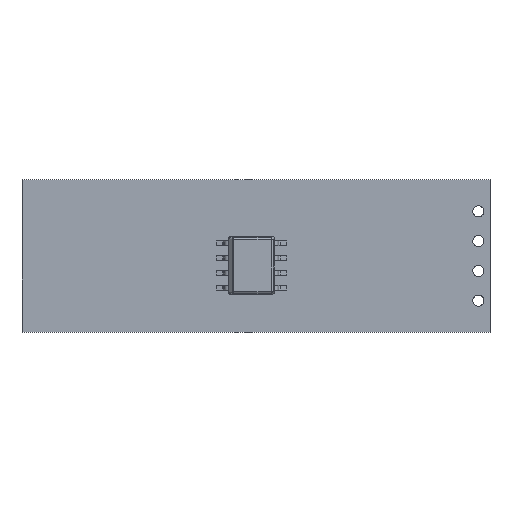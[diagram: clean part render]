
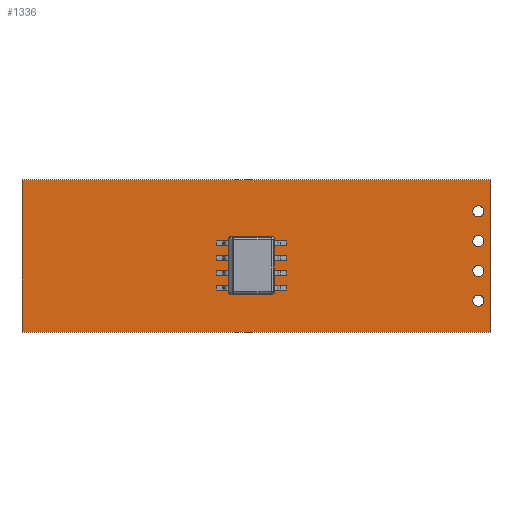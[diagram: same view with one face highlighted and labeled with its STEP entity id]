
A CAD part, top view. The second image highlights one B-rep face of the part: STEP entity #1336.
In plain terms, the highlighted planar face has unit normal (0, 0, 1).
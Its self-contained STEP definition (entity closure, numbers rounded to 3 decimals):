
#11=FACE_BOUND('',#491,.T.);
#12=FACE_BOUND('',#492,.T.);
#13=FACE_BOUND('',#493,.T.);
#14=FACE_BOUND('',#494,.T.);
#182=LINE('',#3094,#293);
#185=LINE('',#3100,#296);
#188=LINE('',#3106,#299);
#191=LINE('',#3110,#302);
#293=VECTOR('',#1918,10.);
#296=VECTOR('',#1923,10.);
#299=VECTOR('',#1928,10.);
#302=VECTOR('',#1933,10.);
#411=FACE_OUTER_BOUND('',#490,.T.);
#490=EDGE_LOOP('',(#1205,#1206,#1207,#1208));
#491=EDGE_LOOP('',(#1209));
#492=EDGE_LOOP('',(#1210));
#493=EDGE_LOOP('',(#1211));
#494=EDGE_LOOP('',(#1212));
#562=CIRCLE('',#1501,0.475);
#564=CIRCLE('',#1504,0.475);
#566=CIRCLE('',#1507,0.475);
#568=CIRCLE('',#1510,0.475);
#662=VERTEX_POINT('',#3064);
#664=VERTEX_POINT('',#3070);
#666=VERTEX_POINT('',#3076);
#668=VERTEX_POINT('',#3082);
#672=VERTEX_POINT('',#3091);
#673=VERTEX_POINT('',#3093);
#675=VERTEX_POINT('',#3099);
#677=VERTEX_POINT('',#3105);
#835=EDGE_CURVE('',#662,#662,#562,.T.);
#838=EDGE_CURVE('',#664,#664,#564,.T.);
#841=EDGE_CURVE('',#666,#666,#566,.T.);
#844=EDGE_CURVE('',#668,#668,#568,.T.);
#849=EDGE_CURVE('',#673,#672,#182,.T.);
#852=EDGE_CURVE('',#675,#673,#185,.T.);
#855=EDGE_CURVE('',#677,#675,#188,.T.);
#858=EDGE_CURVE('',#672,#677,#191,.T.);
#1205=ORIENTED_EDGE('',*,*,#858,.T.);
#1206=ORIENTED_EDGE('',*,*,#855,.T.);
#1207=ORIENTED_EDGE('',*,*,#852,.T.);
#1208=ORIENTED_EDGE('',*,*,#849,.T.);
#1209=ORIENTED_EDGE('',*,*,#835,.T.);
#1210=ORIENTED_EDGE('',*,*,#838,.T.);
#1211=ORIENTED_EDGE('',*,*,#841,.T.);
#1212=ORIENTED_EDGE('',*,*,#844,.T.);
#1257=PLANE('',#1516);
#1336=ADVANCED_FACE('',(#411,#11,#12,#13,#14),#1257,.T.);
#1501=AXIS2_PLACEMENT_3D('',#3065,#1888,#1889);
#1504=AXIS2_PLACEMENT_3D('',#3071,#1895,#1896);
#1507=AXIS2_PLACEMENT_3D('',#3077,#1902,#1903);
#1510=AXIS2_PLACEMENT_3D('',#3083,#1909,#1910);
#1516=AXIS2_PLACEMENT_3D('',#3111,#1934,#1935);
#1888=DIRECTION('center_axis',(0.,0.,-1.));
#1889=DIRECTION('ref_axis',(-1.,0.,0.));
#1895=DIRECTION('center_axis',(0.,0.,-1.));
#1896=DIRECTION('ref_axis',(-1.,0.,0.));
#1902=DIRECTION('center_axis',(0.,0.,-1.));
#1903=DIRECTION('ref_axis',(-1.,0.,0.));
#1909=DIRECTION('center_axis',(0.,0.,-1.));
#1910=DIRECTION('ref_axis',(-1.,0.,0.));
#1918=DIRECTION('',(0.,-1.,0.));
#1923=DIRECTION('',(-1.,0.,0.));
#1928=DIRECTION('',(0.,1.,0.));
#1933=DIRECTION('',(1.,0.,0.));
#1934=DIRECTION('center_axis',(0.,0.,1.));
#1935=DIRECTION('ref_axis',(1.,0.,0.));
#3064=CARTESIAN_POINT('',(19.881,-0.456,1.5));
#3065=CARTESIAN_POINT('Origin',(19.406,-0.456,1.5));
#3070=CARTESIAN_POINT('',(19.881,-2.996,1.5));
#3071=CARTESIAN_POINT('Origin',(19.406,-2.996,1.5));
#3076=CARTESIAN_POINT('',(19.881,2.084,1.5));
#3077=CARTESIAN_POINT('Origin',(19.406,2.084,1.5));
#3082=CARTESIAN_POINT('',(19.881,4.624,1.5));
#3083=CARTESIAN_POINT('Origin',(19.406,4.624,1.5));
#3091=CARTESIAN_POINT('',(-19.594,-5.686,1.5));
#3093=CARTESIAN_POINT('',(-19.594,7.314,1.5));
#3094=CARTESIAN_POINT('',(-19.594,-5.686,1.5));
#3099=CARTESIAN_POINT('',(20.406,7.314,1.5));
#3100=CARTESIAN_POINT('',(-19.594,7.314,1.5));
#3105=CARTESIAN_POINT('',(20.406,-5.686,1.5));
#3106=CARTESIAN_POINT('',(20.406,7.314,1.5));
#3110=CARTESIAN_POINT('',(20.406,-5.686,1.5));
#3111=CARTESIAN_POINT('Origin',(0.406,0.814,1.5));
